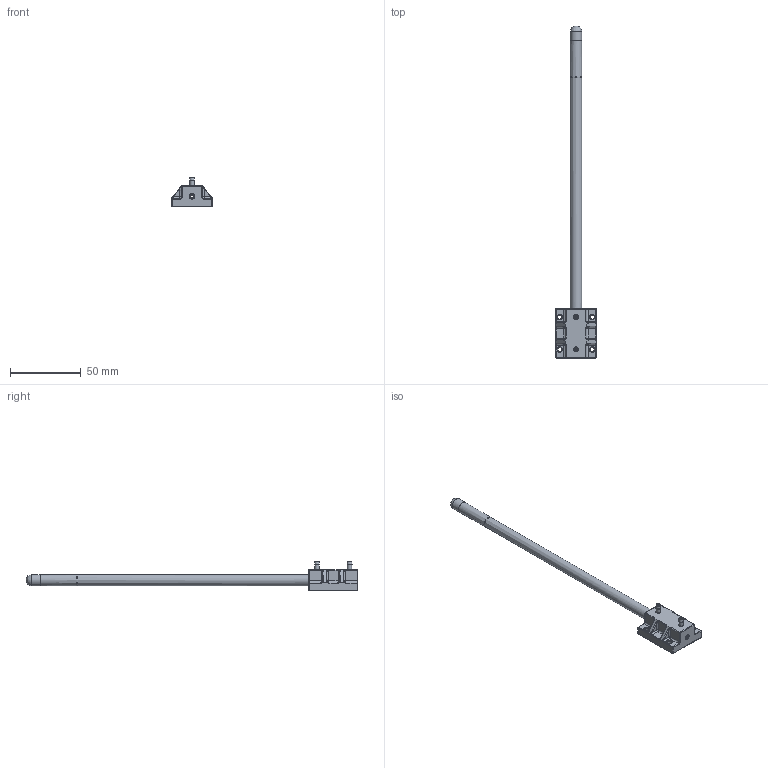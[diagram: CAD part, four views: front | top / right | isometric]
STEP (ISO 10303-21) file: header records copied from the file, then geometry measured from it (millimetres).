
FILE_DESCRIPTION(('FreeCAD Model'),'2;1');
FILE_NAME('eccolo.stp','2013-10-03T18:06:28',('FreeCAD'),('FreeCAD'), 'Open CASCADE STEP processor 6.3','FreeCAD','Unknown');
FILE_SCHEMA(('AUTOMOTIVE_DESIGN_CC2 { 1 2 10303 214 -1 1 5 4 }'));
Length unit declared in the file: millimetre
Products named in the file (4): _00_Hemispherical_8mm_pitot_with_flange001; _00_Hemispherical_8mm_pitot_with_flange003; _00_Hemispherical_8mm_pitot_with_flange; _00_Hemispherical_8mm_pitot_with_flange002
Bounding box: 29 x 235 x 21 mm (x, y, z)
Volume: 16039.3 mm3; surface area: 17876.5 mm2
Topology: 4 solids, 4 shells, 225 faces, 561 edges, 346 vertices
Faces by surface type: bspline 225
Entity records: 28831 total; most frequent: CARTESIAN_POINT 21491, B_SPLINE_CURVE_WITH_KNOTS 1281, ORIENTED_EDGE 1120, PCURVE 1120, DEFINITIONAL_REPRESENTATION 1120, EDGE_CURVE 560, SURFACE_CURVE 512, VERTEX_POINT 346
